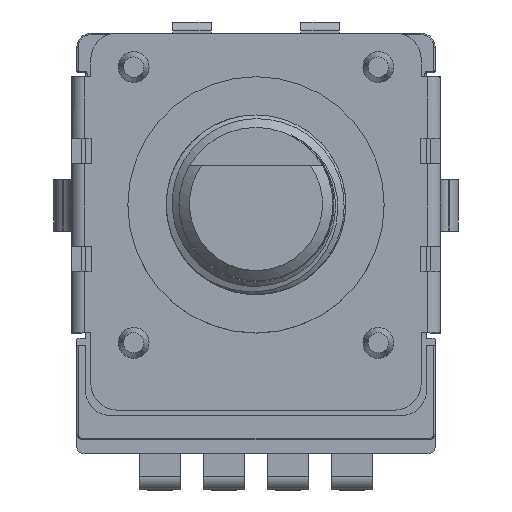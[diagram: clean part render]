
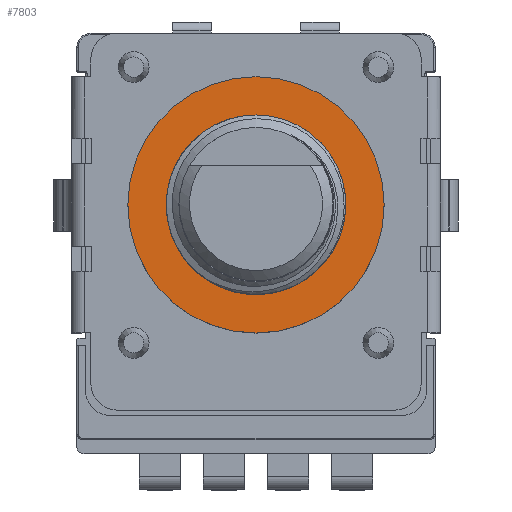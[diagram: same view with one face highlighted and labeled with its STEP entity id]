
A CAD part, top view. The second image highlights one B-rep face of the part: STEP entity #7803.
In plain terms, the highlighted planar face has unit normal (0, 0, 1).
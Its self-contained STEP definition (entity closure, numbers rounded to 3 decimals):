
#159=PLANE('',#8196);
#2439=ORIENTED_EDGE('',*,*,#3761,.T.);
#2440=ORIENTED_EDGE('',*,*,#3762,.F.);
#3761=EDGE_CURVE('',#4446,#4446,#4741,.T.);
#3762=EDGE_CURVE('',#4447,#4447,#4742,.T.);
#4446=VERTEX_POINT('',#11011);
#4447=VERTEX_POINT('',#11013);
#4741=CIRCLE('',#8197,3.5);
#4742=CIRCLE('',#8198,5.);
#4990=EDGE_LOOP('',(#2439));
#4991=EDGE_LOOP('',(#2440));
#5314=FACE_BOUND('',#4990,.T.);
#5315=FACE_BOUND('',#4991,.T.);
#7803=ADVANCED_FACE('',(#5314,#5315),#159,.F.);
#8196=AXIS2_PLACEMENT_3D('',#11009,#9321,#9322);
#8197=AXIS2_PLACEMENT_3D('',#11010,#9323,#9324);
#8198=AXIS2_PLACEMENT_3D('',#11012,#9325,#9326);
#9321=DIRECTION('',(0.,0.,-1.));
#9322=DIRECTION('',(-1.,0.,0.));
#9323=DIRECTION('',(0.,0.,-1.));
#9324=DIRECTION('',(0.,1.,0.));
#9325=DIRECTION('',(0.,0.,-1.));
#9326=DIRECTION('',(-1.,0.,0.));
#11009=CARTESIAN_POINT('',(-5.403,-6.966,0.));
#11010=CARTESIAN_POINT('',(0.,0.,0.));
#11011=CARTESIAN_POINT('',(0.,3.5,0.));
#11012=CARTESIAN_POINT('',(0.,0.,0.));
#11013=CARTESIAN_POINT('',(-5.,0.,0.));
